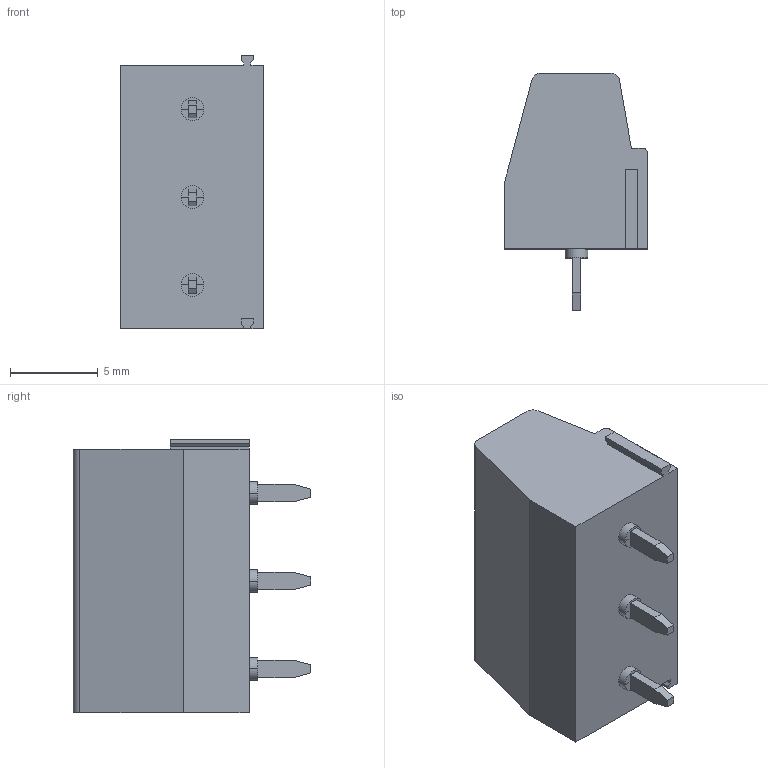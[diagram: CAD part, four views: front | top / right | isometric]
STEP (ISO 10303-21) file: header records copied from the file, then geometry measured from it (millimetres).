
FILE_DESCRIPTION(('SolidDesigner STEP Export'),'1');
FILE_NAME('mkdsn_1.5-3.stp','2000-06-15T13:35:16',(''),(''), 'SolidDesigner STEP processor Version: 7.0(Mar 1999)for AP214(CD)(Solid Model)', 'CoCreate SolidDesigner: 07.50 21-Dec-99(C) CoCreate Software GmbH','');
FILE_SCHEMA(('AUTOMOTIVE_DESIGN_CC2 {1 2 10303 214 -1 1 5 1}'));
Length unit declared in the file: millimetre
Products named in the file (2): mkdsn_1.5-3
Assembly tree (1 placements, depth 2):
  mkdsn_1.5-3
    mkdsn_1.5-3
Bounding box: 8.15 x 13.5 x 15.57 mm (x, y, z)
Volume: 968.9 mm3; surface area: 889.1 mm2
Topology: 1 solids, 1 shells, 202 faces, 498 edges, 314 vertices
Faces by surface type: plane 156, cylinder 46
Entity records: 7077 total; most frequent: ORIENTED_EDGE 996, CARTESIAN_POINT 915, DIRECTION 855, EDGE_CURVE 498, VECTOR 347, LINE 347, VERTEX_POINT 314, AXIS2_PLACEMENT_3D 254
